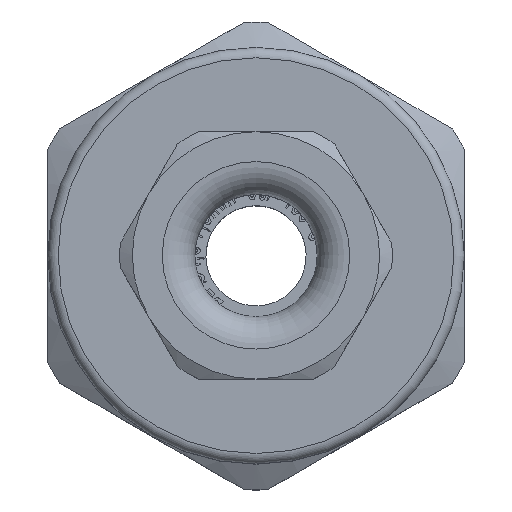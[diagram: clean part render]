
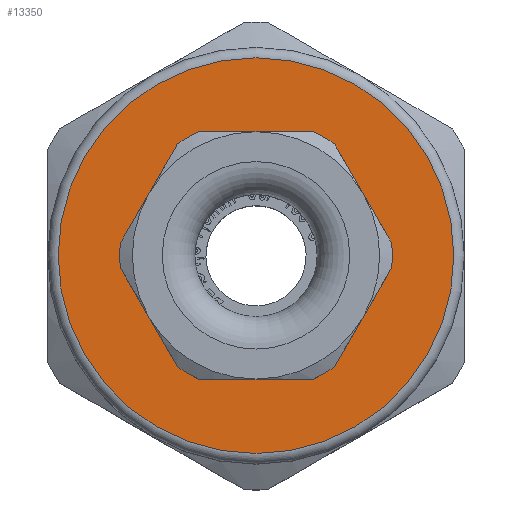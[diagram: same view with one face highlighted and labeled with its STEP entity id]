
A CAD part, top view. The second image highlights one B-rep face of the part: STEP entity #13350.
In plain terms, the highlighted planar face has unit normal (0, 0, 1).
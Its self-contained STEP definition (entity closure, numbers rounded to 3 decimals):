
#13323=CARTESIAN_POINT('',(0.,0.,33.));
#13324=DIRECTION('',(0.,0.,1.));
#13325=DIRECTION('',(1.,0.,0.));
#13326=AXIS2_PLACEMENT_3D('',#13323,#13324,#13325);
#13327=PLANE('',#13326);
#13328=CARTESIAN_POINT('',(8.5,-0.,33.));
#13329=VERTEX_POINT('',#13328);
#13330=CARTESIAN_POINT('',(0.,0.,33.));
#13331=DIRECTION('',(-0.,-0.,-1.));
#13332=DIRECTION('',(1.,0.,-0.));
#13333=AXIS2_PLACEMENT_3D('',#13330,#13331,#13332);
#13334=CIRCLE('',#13333,8.5);
#13335=EDGE_CURVE('',#13329,#13329,#13334,.T.);
#13336=ORIENTED_EDGE('',*,*,#13335,.T.);
#13337=EDGE_LOOP('',(#13336));
#13338=FACE_BOUND('',#13337,.T.);
#13339=CARTESIAN_POINT('',(15.2,-0.,33.));
#13340=VERTEX_POINT('',#13339);
#13341=CARTESIAN_POINT('',(0.,0.,33.));
#13342=DIRECTION('',(0.,0.,1.));
#13343=DIRECTION('',(1.,0.,-0.));
#13344=AXIS2_PLACEMENT_3D('',#13341,#13342,#13343);
#13345=CIRCLE('',#13344,15.2);
#13346=EDGE_CURVE('',#13340,#13340,#13345,.T.);
#13347=ORIENTED_EDGE('',*,*,#13346,.T.);
#13348=EDGE_LOOP('',(#13347));
#13349=FACE_BOUND('',#13348,.T.);
#13350=ADVANCED_FACE('',(#13338,#13349),#13327,.T.);
